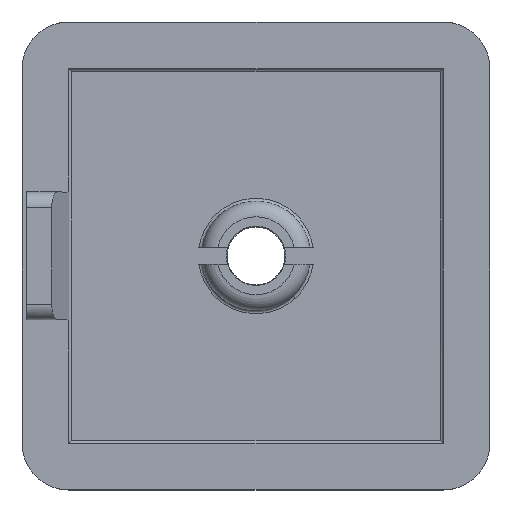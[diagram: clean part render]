
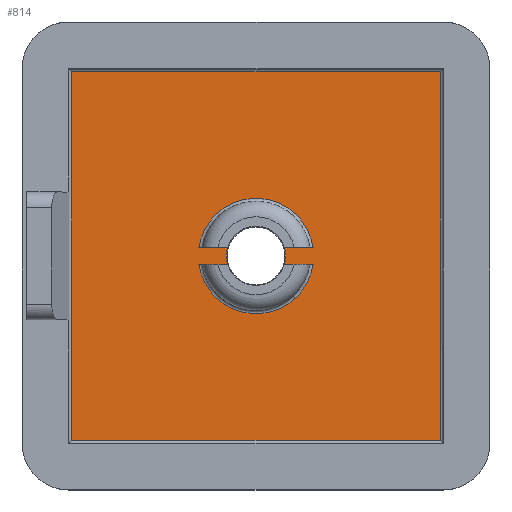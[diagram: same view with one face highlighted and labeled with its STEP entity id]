
A CAD part, top view. The second image highlights one B-rep face of the part: STEP entity #814.
In plain terms, the highlighted planar face has unit normal (0, 0, 1).
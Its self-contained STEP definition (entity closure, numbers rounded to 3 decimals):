
#15 = CIRCLE ( 'NONE', #653, 3.7 ) ;
#18 = CIRCLE ( 'NONE', #1611, 1.9 ) ;
#22 = CIRCLE ( 'NONE', #44, 3.7 ) ;
#24 = VECTOR ( 'NONE', #1387, 1000. ) ;
#25 = EDGE_CURVE ( 'NONE', #654, #1143, #47, .T. ) ;
#33 = LINE ( 'NONE', #1297, #24 ) ;
#34 = VECTOR ( 'NONE', #1299, 1000. ) ;
#44 = AXIS2_PLACEMENT_3D ( 'NONE', #1219, #1227, #1226 ) ;
#47 = LINE ( 'NONE', #1275, #34 ) ;
#50 = EDGE_CURVE ( 'NONE', #794, #1540, #33, .T. ) ;
#62 = EDGE_CURVE ( 'NONE', #1428, #892, #22, .T. ) ;
#100 = EDGE_CURVE ( 'NONE', #1540, #444, #15, .T. ) ;
#114 = CARTESIAN_POINT ( 'NONE',  ( -3.659, -0.55, 3. ) ) ;
#115 = EDGE_CURVE ( 'NONE', #369, #1616, #18, .T. ) ;
#116 = DIRECTION ( 'NONE',  ( -1., 0., 0. ) ) ;
#135 = EDGE_LOOP ( 'NONE', ( #371, #373, #375, #387 ) ) ;
#151 = EDGE_CURVE ( 'NONE', #794, #369, #1606, .T. ) ;
#169 = EDGE_CURVE ( 'NONE', #192, #1145, #1604, .T. ) ;
#183 = DIRECTION ( 'NONE',  ( 1., 0., 0. ) ) ;
#188 = CARTESIAN_POINT ( 'NONE',  ( -8.019, 0.55, 3. ) ) ;
#192 = VERTEX_POINT ( 'NONE', #949 ) ;
#207 = EDGE_CURVE ( 'NONE', #192, #1428, #1566, .T. ) ;
#221 = CARTESIAN_POINT ( 'NONE',  ( -12., -11.8, 3. ) ) ;
#250 = EDGE_CURVE ( 'NONE', #1145, #1056, #1541, .T. ) ;
#260 = EDGE_CURVE ( 'NONE', #1134, #562, #1530, .T. ) ;
#290 = VECTOR ( 'NONE', #116, 1000. ) ;
#293 = LINE ( 'NONE', #188, #290 ) ;
#309 = EDGE_CURVE ( 'NONE', #1143, #1134, #1481, .T. ) ;
#313 = VECTOR ( 'NONE', #183, 1000. ) ;
#323 = CARTESIAN_POINT ( 'NONE',  ( -8.019, 0.55, 3. ) ) ;
#324 = ORIENTED_EDGE ( 'NONE', *, *, #169, .F. ) ;
#331 = LINE ( 'NONE', #221, #313 ) ;
#332 = ORIENTED_EDGE ( 'NONE', *, *, #207, .T. ) ;
#340 = ORIENTED_EDGE ( 'NONE', *, *, #62, .T. ) ;
#341 = ORIENTED_EDGE ( 'NONE', *, *, #1319, .T. ) ;
#343 = ORIENTED_EDGE ( 'NONE', *, *, #115, .F. ) ;
#346 = ORIENTED_EDGE ( 'NONE', *, *, #151, .F. ) ;
#349 = ORIENTED_EDGE ( 'NONE', *, *, #50, .T. ) ;
#351 = ORIENTED_EDGE ( 'NONE', *, *, #100, .T. ) ;
#366 = ORIENTED_EDGE ( 'NONE', *, *, #625, .T. ) ;
#368 = ORIENTED_EDGE ( 'NONE', *, *, #250, .F. ) ;
#369 = VERTEX_POINT ( 'NONE', #507 ) ;
#371 = ORIENTED_EDGE ( 'NONE', *, *, #309, .T. ) ;
#373 = ORIENTED_EDGE ( 'NONE', *, *, #260, .T. ) ;
#375 = ORIENTED_EDGE ( 'NONE', *, *, #1295, .T. ) ;
#386 = CARTESIAN_POINT ( 'NONE',  ( 1.819, 0.55, 3. ) ) ;
#387 = ORIENTED_EDGE ( 'NONE', *, *, #25, .T. ) ;
#432 = AXIS2_PLACEMENT_3D ( 'NONE', #1257, #1216, #1225 ) ;
#444 = VERTEX_POINT ( 'NONE', #114 ) ;
#507 = CARTESIAN_POINT ( 'NONE',  ( 1.9, 0., 3. ) ) ;
#562 = VERTEX_POINT ( 'NONE', #1429 ) ;
#568 = DIRECTION ( 'NONE',  ( -1., 0., 0. ) ) ;
#582 = CARTESIAN_POINT ( 'NONE',  ( 11.8, 11.8, 3. ) ) ;
#600 = CARTESIAN_POINT ( 'NONE',  ( -12., 11.8, 3. ) ) ;
#603 = CARTESIAN_POINT ( 'NONE',  ( -1.9, 0., 3. ) ) ;
#625 = EDGE_CURVE ( 'NONE', #444, #1056, #1269, .T. ) ;
#649 = DIRECTION ( 'NONE',  ( 1., 0., 0. ) ) ;
#653 = AXIS2_PLACEMENT_3D ( 'NONE', #1153, #1125, #1168 ) ;
#654 = VERTEX_POINT ( 'NONE', #1196 ) ;
#689 = CARTESIAN_POINT ( 'NONE',  ( -11.8, 11.8, 3. ) ) ;
#702 = DIRECTION ( 'NONE',  ( 0., 0., 1. ) ) ;
#741 = DIRECTION ( 'NONE',  ( 0., -1., 0. ) ) ;
#775 = CARTESIAN_POINT ( 'NONE',  ( 0., 0., 3. ) ) ;
#782 = DIRECTION ( 'NONE',  ( 1., 0., 0. ) ) ;
#789 = EDGE_LOOP ( 'NONE', ( #324, #332, #340, #341, #343, #346, #349, #351, #366, #368 ) ) ;
#794 = VERTEX_POINT ( 'NONE', #1597 ) ;
#795 = CARTESIAN_POINT ( 'NONE',  ( -11.8, -12., 3. ) ) ;
#814 = ADVANCED_FACE ( 'NONE', ( #918, #904 ), #1281, .T. ) ;
#887 = DIRECTION ( 'NONE',  ( -1., 0., 0. ) ) ;
#892 = VERTEX_POINT ( 'NONE', #1471 ) ;
#904 = FACE_OUTER_BOUND ( 'NONE', #135, .T. ) ;
#918 = FACE_BOUND ( 'NONE', #789, .T. ) ;
#930 = CARTESIAN_POINT ( 'NONE',  ( 0., 0., 3. ) ) ;
#935 = DIRECTION ( 'NONE',  ( 1., 0., 0. ) ) ;
#940 = DIRECTION ( 'NONE',  ( 0., 0., 1. ) ) ;
#949 = CARTESIAN_POINT ( 'NONE',  ( -1.819, 0.55, 3. ) ) ;
#982 = DIRECTION ( 'NONE',  ( 0., 0., 1. ) ) ;
#989 = DIRECTION ( 'NONE',  ( 1., 0., 0. ) ) ;
#997 = CARTESIAN_POINT ( 'NONE',  ( 0., 0., 3. ) ) ;
#1038 = CARTESIAN_POINT ( 'NONE',  ( -1.819, -0.55, 3. ) ) ;
#1056 = VERTEX_POINT ( 'NONE', #1038 ) ;
#1087 = CARTESIAN_POINT ( 'NONE',  ( 3.659, -0.55, 3. ) ) ;
#1095 = DIRECTION ( 'NONE',  ( 1., 0., 0. ) ) ;
#1100 = DIRECTION ( 'NONE',  ( 0., 0., 1. ) ) ;
#1118 = CARTESIAN_POINT ( 'NONE',  ( 0., 0., 3. ) ) ;
#1125 = DIRECTION ( 'NONE',  ( 0., 0., -1. ) ) ;
#1134 = VERTEX_POINT ( 'NONE', #689 ) ;
#1143 = VERTEX_POINT ( 'NONE', #582 ) ;
#1145 = VERTEX_POINT ( 'NONE', #603 ) ;
#1153 = CARTESIAN_POINT ( 'NONE',  ( 0., 0., 3. ) ) ;
#1168 = DIRECTION ( 'NONE',  ( 1., 0., 0. ) ) ;
#1196 = CARTESIAN_POINT ( 'NONE',  ( 11.8, -11.8, 3. ) ) ;
#1197 = CARTESIAN_POINT ( 'NONE',  ( -3.659, 0.55, 3. ) ) ;
#1216 = DIRECTION ( 'NONE',  ( 0., 0., 1. ) ) ;
#1219 = CARTESIAN_POINT ( 'NONE',  ( 0., 0., 3. ) ) ;
#1225 = DIRECTION ( 'NONE',  ( 1., 0., 0. ) ) ;
#1226 = DIRECTION ( 'NONE',  ( 1., 0., 0. ) ) ;
#1227 = DIRECTION ( 'NONE',  ( 0., 0., -1. ) ) ;
#1257 = CARTESIAN_POINT ( 'NONE',  ( -12., -12., 3. ) ) ;
#1269 = LINE ( 'NONE', #1335, #1273 ) ;
#1273 = VECTOR ( 'NONE', #649, 1000. ) ;
#1275 = CARTESIAN_POINT ( 'NONE',  ( 11.8, -12., 3. ) ) ;
#1281 = PLANE ( 'NONE',  #432 ) ;
#1295 = EDGE_CURVE ( 'NONE', #562, #654, #331, .T. ) ;
#1297 = CARTESIAN_POINT ( 'NONE',  ( -8.019, -0.55, 3. ) ) ;
#1299 = DIRECTION ( 'NONE',  ( 0., 1., 0. ) ) ;
#1319 = EDGE_CURVE ( 'NONE', #892, #1616, #293, .T. ) ;
#1335 = CARTESIAN_POINT ( 'NONE',  ( -8.019, -0.55, 3. ) ) ;
#1387 = DIRECTION ( 'NONE',  ( 1., 0., 0. ) ) ;
#1428 = VERTEX_POINT ( 'NONE', #1197 ) ;
#1429 = CARTESIAN_POINT ( 'NONE',  ( -11.8, -11.8, 3. ) ) ;
#1471 = CARTESIAN_POINT ( 'NONE',  ( 3.659, 0.55, 3. ) ) ;
#1478 = VECTOR ( 'NONE', #568, 1000. ) ;
#1481 = LINE ( 'NONE', #600, #1478 ) ;
#1526 = VECTOR ( 'NONE', #741, 1000. ) ;
#1530 = LINE ( 'NONE', #795, #1526 ) ;
#1540 = VERTEX_POINT ( 'NONE', #1087 ) ;
#1541 = CIRCLE ( 'NONE', #1555, 1.9 ) ;
#1545 = VECTOR ( 'NONE', #887, 1000. ) ;
#1555 = AXIS2_PLACEMENT_3D ( 'NONE', #775, #702, #782 ) ;
#1566 = LINE ( 'NONE', #323, #1545 ) ;
#1577 = AXIS2_PLACEMENT_3D ( 'NONE', #930, #940, #935 ) ;
#1591 = AXIS2_PLACEMENT_3D ( 'NONE', #997, #982, #989 ) ;
#1597 = CARTESIAN_POINT ( 'NONE',  ( 1.819, -0.55, 3. ) ) ;
#1604 = CIRCLE ( 'NONE', #1577, 1.9 ) ;
#1606 = CIRCLE ( 'NONE', #1591, 1.9 ) ;
#1611 = AXIS2_PLACEMENT_3D ( 'NONE', #1118, #1100, #1095 ) ;
#1616 = VERTEX_POINT ( 'NONE', #386 ) ;
